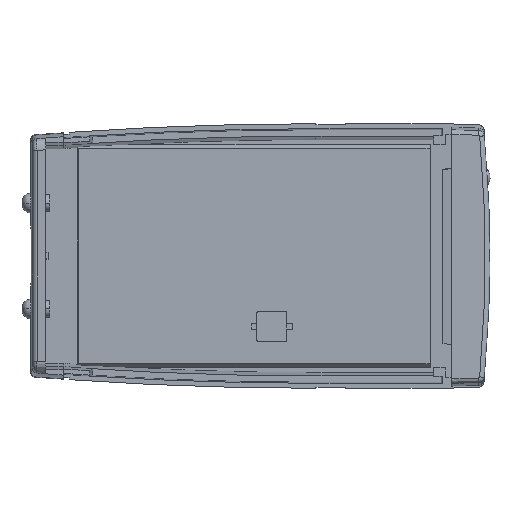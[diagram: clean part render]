
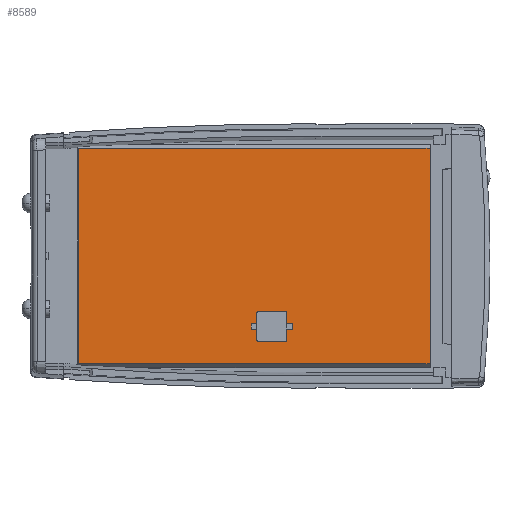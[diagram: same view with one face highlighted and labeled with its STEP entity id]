
A CAD part, top view. The second image highlights one B-rep face of the part: STEP entity #8589.
In plain terms, the highlighted face is planar.
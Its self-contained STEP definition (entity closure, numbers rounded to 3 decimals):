
#167 = PLANE ( 'NONE',  #17702 ) ;
#180 = LINE ( 'NONE', #777, #17300 ) ;
#410 = AXIS2_PLACEMENT_3D ( 'NONE', #19301, #14974, #1231 ) ;
#464 = EDGE_CURVE ( 'NONE', #9006, #6729, #6731, .T. ) ;
#725 = CARTESIAN_POINT ( 'NONE',  ( 12.5, 9.949, 6.3 ) ) ;
#777 = CARTESIAN_POINT ( 'NONE',  ( 18.3, 40.395, 6.3 ) ) ;
#1231 = DIRECTION ( 'NONE',  ( 1., 0., 0. ) ) ;
#1505 = CARTESIAN_POINT ( 'NONE',  ( -18.3, 40.395, 6.3 ) ) ;
#1596 = VERTEX_POINT ( 'NONE', #15128 ) ;
#1744 = EDGE_LOOP ( 'NONE', ( #5693, #17245, #17822, #18882 ) ) ;
#1911 = CARTESIAN_POINT ( 'NONE',  ( 12.5, 5.051, 6.3 ) ) ;
#1974 = VECTOR ( 'NONE', #3558, 1000. ) ;
#2016 = EDGE_LOOP ( 'NONE', ( #14935, #2789, #11469, #10777, #5162, #8985, #14113, #14616, #5028, #14268 ) ) ;
#2122 = EDGE_CURVE ( 'NONE', #2776, #10938, #17117, .T. ) ;
#2180 = CARTESIAN_POINT ( 'NONE',  ( 12., 7.5, 6.3 ) ) ;
#2407 = CARTESIAN_POINT ( 'NONE',  ( 12.5, 4., 6.3 ) ) ;
#2557 = DIRECTION ( 'NONE',  ( 0., 1., 0. ) ) ;
#2563 = DIRECTION ( 'NONE',  ( 0., -1., 0. ) ) ;
#2651 = AXIS2_PLACEMENT_3D ( 'NONE', #2180, #3573, #12721 ) ;
#2746 = EDGE_CURVE ( 'NONE', #9794, #6729, #9585, .T. ) ;
#2776 = VERTEX_POINT ( 'NONE', #725 ) ;
#2789 = ORIENTED_EDGE ( 'NONE', *, *, #10824, .F. ) ;
#2983 = CARTESIAN_POINT ( 'NONE',  ( 12.5, 4., 6.3 ) ) ;
#3026 = DIRECTION ( 'NONE',  ( 0., -1., 0. ) ) ;
#3184 = DIRECTION ( 'NONE',  ( 1., 0., 0. ) ) ;
#3403 = EDGE_CURVE ( 'NONE', #8528, #9794, #6546, .T. ) ;
#3558 = DIRECTION ( 'NONE',  ( 1., 0., 0. ) ) ;
#3573 = DIRECTION ( 'NONE',  ( 0., 0., -1. ) ) ;
#4561 = DIRECTION ( 'NONE',  ( -1., 0., 0. ) ) ;
#4658 = LINE ( 'NONE', #14342, #9353 ) ;
#4846 = LINE ( 'NONE', #2983, #5094 ) ;
#5028 = ORIENTED_EDGE ( 'NONE', *, *, #7477, .F. ) ;
#5094 = VECTOR ( 'NONE', #4561, 1000. ) ;
#5159 = EDGE_CURVE ( 'NONE', #1596, #15806, #12592, .T. ) ;
#5162 = ORIENTED_EDGE ( 'NONE', *, *, #8959, .F. ) ;
#5693 = ORIENTED_EDGE ( 'NONE', *, *, #464, .T. ) ;
#5979 = VERTEX_POINT ( 'NONE', #13273 ) ;
#5983 = DIRECTION ( 'NONE',  ( 0., 0., -1. ) ) ;
#6197 = AXIS2_PLACEMENT_3D ( 'NONE', #13292, #13414, #19061 ) ;
#6209 = CARTESIAN_POINT ( 'NONE',  ( -18.3, -19.395, 6.3 ) ) ;
#6270 = VECTOR ( 'NONE', #6981, 1000. ) ;
#6375 = CARTESIAN_POINT ( 'NONE',  ( -18.3, 40.395, 6.3 ) ) ;
#6383 = LINE ( 'NONE', #1911, #15520 ) ;
#6546 = LINE ( 'NONE', #17488, #14746 ) ;
#6673 = CARTESIAN_POINT ( 'NONE',  ( 14.5, 7.5, 6.3 ) ) ;
#6729 = VERTEX_POINT ( 'NONE', #6209 ) ;
#6731 = LINE ( 'NONE', #10081, #11631 ) ;
#6981 = DIRECTION ( 'NONE',  ( 0., 1., 0. ) ) ;
#7070 = CARTESIAN_POINT ( 'NONE',  ( 12.5, 11., 6.3 ) ) ;
#7477 = EDGE_CURVE ( 'NONE', #10938, #9611, #7783, .T. ) ;
#7549 = VERTEX_POINT ( 'NONE', #14520 ) ;
#7783 = CIRCLE ( 'NONE', #15845, 2.5 ) ;
#8208 = VERTEX_POINT ( 'NONE', #9953 ) ;
#8528 = VERTEX_POINT ( 'NONE', #17985 ) ;
#8589 = ADVANCED_FACE ( 'NONE', ( #15464, #14768 ), #167, .T. ) ;
#8959 = EDGE_CURVE ( 'NONE', #17884, #7549, #9864, .T. ) ;
#8985 = ORIENTED_EDGE ( 'NONE', *, *, #17273, .F. ) ;
#9006 = VERTEX_POINT ( 'NONE', #16404 ) ;
#9282 = EDGE_CURVE ( 'NONE', #8528, #9006, #180, .T. ) ;
#9353 = VECTOR ( 'NONE', #2557, 1000. ) ;
#9585 = LINE ( 'NONE', #1505, #13614 ) ;
#9611 = VERTEX_POINT ( 'NONE', #16316 ) ;
#9794 = VERTEX_POINT ( 'NONE', #6375 ) ;
#9864 = CIRCLE ( 'NONE', #6197, 2.5 ) ;
#9953 = CARTESIAN_POINT ( 'NONE',  ( 12.5, 11., 6.3 ) ) ;
#10081 = CARTESIAN_POINT ( 'NONE',  ( 18.3, -19.395, 6.3 ) ) ;
#10636 = EDGE_CURVE ( 'NONE', #19034, #5979, #4846, .T. ) ;
#10777 = ORIENTED_EDGE ( 'NONE', *, *, #18696, .F. ) ;
#10824 = EDGE_CURVE ( 'NONE', #15806, #8208, #12326, .T. ) ;
#10938 = VERTEX_POINT ( 'NONE', #6673 ) ;
#11469 = ORIENTED_EDGE ( 'NONE', *, *, #5159, .F. ) ;
#11474 = CARTESIAN_POINT ( 'NONE',  ( 11.5, 9.949, 6.3 ) ) ;
#11543 = DIRECTION ( 'NONE',  ( 0., 0., -1. ) ) ;
#11631 = VECTOR ( 'NONE', #14405, 1000. ) ;
#11742 = CARTESIAN_POINT ( 'NONE',  ( 12., 7.5, 6.3 ) ) ;
#12102 = CIRCLE ( 'NONE', #2651, 2.5 ) ;
#12326 = LINE ( 'NONE', #17190, #1974 ) ;
#12592 = LINE ( 'NONE', #11474, #6270 ) ;
#12721 = DIRECTION ( 'NONE',  ( 1., 0., 0. ) ) ;
#12806 = CARTESIAN_POINT ( 'NONE',  ( 11.5, 11., 6.3 ) ) ;
#12839 = EDGE_CURVE ( 'NONE', #8208, #2776, #14636, .T. ) ;
#13115 = CARTESIAN_POINT ( 'NONE',  ( 11.5, 5.051, 6.3 ) ) ;
#13273 = CARTESIAN_POINT ( 'NONE',  ( 11.5, 4., 6.3 ) ) ;
#13292 = CARTESIAN_POINT ( 'NONE',  ( 12., 7.5, 6.3 ) ) ;
#13414 = DIRECTION ( 'NONE',  ( 0., 0., -1. ) ) ;
#13445 = CARTESIAN_POINT ( 'NONE',  ( 0., -19.395, 6.3 ) ) ;
#13614 = VECTOR ( 'NONE', #3026, 1000. ) ;
#14113 = ORIENTED_EDGE ( 'NONE', *, *, #10636, .F. ) ;
#14237 = DIRECTION ( 'NONE',  ( -1., 0., 0. ) ) ;
#14268 = ORIENTED_EDGE ( 'NONE', *, *, #2122, .F. ) ;
#14291 = EDGE_CURVE ( 'NONE', #9611, #19034, #6383, .T. ) ;
#14342 = CARTESIAN_POINT ( 'NONE',  ( 11.5, 4., 6.3 ) ) ;
#14405 = DIRECTION ( 'NONE',  ( -1., 0., 0. ) ) ;
#14520 = CARTESIAN_POINT ( 'NONE',  ( 9.5, 7.5, 6.3 ) ) ;
#14616 = ORIENTED_EDGE ( 'NONE', *, *, #14291, .F. ) ;
#14636 = LINE ( 'NONE', #7070, #15809 ) ;
#14746 = VECTOR ( 'NONE', #14237, 1000. ) ;
#14768 = FACE_BOUND ( 'NONE', #2016, .T. ) ;
#14935 = ORIENTED_EDGE ( 'NONE', *, *, #12839, .F. ) ;
#14974 = DIRECTION ( 'NONE',  ( 0., 0., -1. ) ) ;
#15128 = CARTESIAN_POINT ( 'NONE',  ( 11.5, 9.949, 6.3 ) ) ;
#15464 = FACE_OUTER_BOUND ( 'NONE', #1744, .T. ) ;
#15520 = VECTOR ( 'NONE', #17011, 1000. ) ;
#15704 = DIRECTION ( 'NONE',  ( 0., -1., 0. ) ) ;
#15806 = VERTEX_POINT ( 'NONE', #12806 ) ;
#15809 = VECTOR ( 'NONE', #2563, 1000. ) ;
#15845 = AXIS2_PLACEMENT_3D ( 'NONE', #11742, #11543, #17567 ) ;
#16316 = CARTESIAN_POINT ( 'NONE',  ( 12.5, 5.051, 6.3 ) ) ;
#16404 = CARTESIAN_POINT ( 'NONE',  ( 18.3, -19.395, 6.3 ) ) ;
#17011 = DIRECTION ( 'NONE',  ( 0., -1., 0. ) ) ;
#17117 = CIRCLE ( 'NONE', #410, 2.5 ) ;
#17190 = CARTESIAN_POINT ( 'NONE',  ( 11.5, 11., 6.3 ) ) ;
#17245 = ORIENTED_EDGE ( 'NONE', *, *, #2746, .F. ) ;
#17273 = EDGE_CURVE ( 'NONE', #5979, #17884, #4658, .T. ) ;
#17300 = VECTOR ( 'NONE', #15704, 1000. ) ;
#17488 = CARTESIAN_POINT ( 'NONE',  ( 18.3, 40.395, 6.3 ) ) ;
#17567 = DIRECTION ( 'NONE',  ( 1., 0., 0. ) ) ;
#17702 = AXIS2_PLACEMENT_3D ( 'NONE', #13445, #5983, #3184 ) ;
#17822 = ORIENTED_EDGE ( 'NONE', *, *, #3403, .F. ) ;
#17884 = VERTEX_POINT ( 'NONE', #13115 ) ;
#17985 = CARTESIAN_POINT ( 'NONE',  ( 18.3, 40.395, 6.3 ) ) ;
#18696 = EDGE_CURVE ( 'NONE', #7549, #1596, #12102, .T. ) ;
#18882 = ORIENTED_EDGE ( 'NONE', *, *, #9282, .T. ) ;
#19034 = VERTEX_POINT ( 'NONE', #2407 ) ;
#19061 = DIRECTION ( 'NONE',  ( 1., 0., 0. ) ) ;
#19301 = CARTESIAN_POINT ( 'NONE',  ( 12., 7.5, 6.3 ) ) ;
